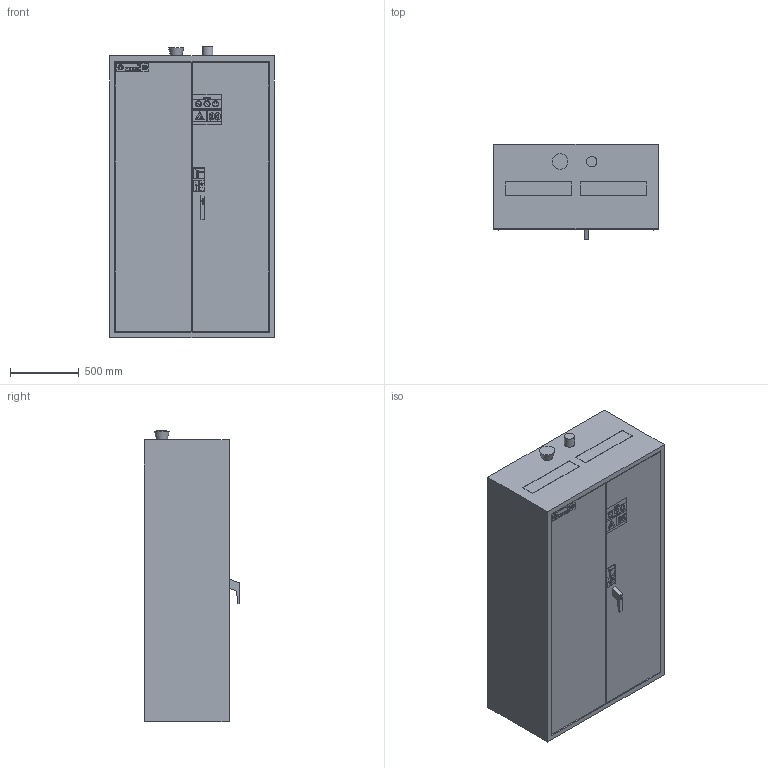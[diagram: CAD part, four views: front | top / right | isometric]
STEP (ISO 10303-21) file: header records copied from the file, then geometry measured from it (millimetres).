
FILE_DESCRIPTION(/* description */ (''),/* implementation_level */ '2;1');
FILE_NAME(/* name */ 'G90.205.120_30657-001-30658_CD.stp',/* time_stamp */ '2017-03-22T11:28:50+01:00',/* author */ ('pproduktmanagement'),/* organization */ (''),/* preprocessor_version */ 'ST-DEVELOPER v16.5',/* originating_system */ 'Autodesk Inventor 2017',/* authorisation */ '');
FILE_SCHEMA (('AUTOMOTIVE_DESIGN { 1 0 10303 214 3 1 1 }'));
Length unit declared in the file: millimetre
Products named in the file (2): G90.205.120_empty cabinet; G90.205.120_30657-001-30658_CD
Assembly tree (1 placements, depth 2):
  G90.205.120_empty cabinet
    G90.205.120_30657-001-30658_CD
Bounding box: 1198.11 x 692 x 2121.25 mm (x, y, z)
Volume: 681066719.9 mm3; surface area: 19654474.5 mm2
Topology: 11 solids, 19 shells, 972 faces, 2415 edges, 1577 vertices
Faces by surface type: plane 784, bspline 135, cylinder 52, cone 1
Full cylindrical faces by diameter (mm): 5 x8, 8 x4, 33.8 x1, 37.8 x1, 40 x2, 45 x3, 75 x1
Entity records: 30389 total; most frequent: CARTESIAN_POINT 7089, ORIENTED_EDGE 4818, DIRECTION 3917, EDGE_CURVE 2401, LINE 2025, VECTOR 2025, VERTEX_POINT 1576, EDGE_LOOP 1097
